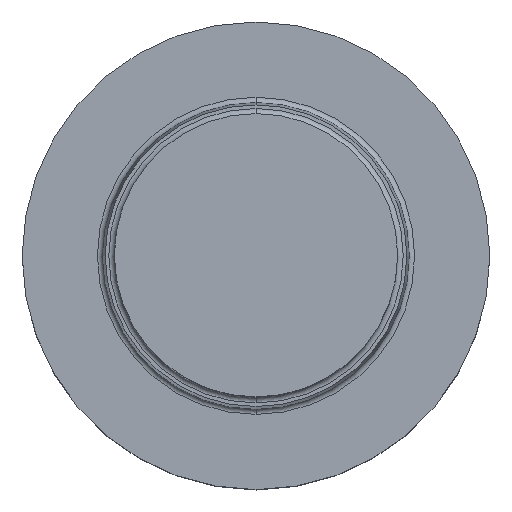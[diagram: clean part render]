
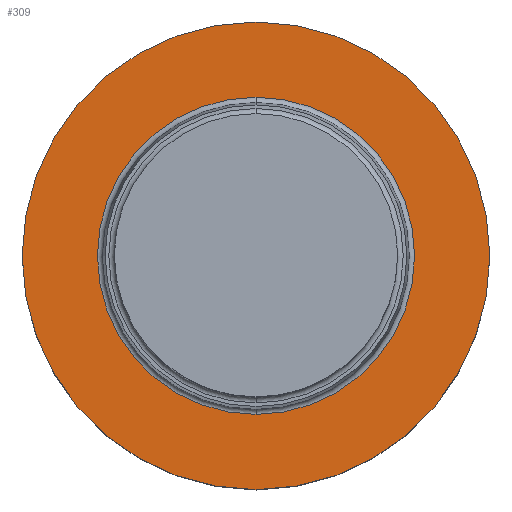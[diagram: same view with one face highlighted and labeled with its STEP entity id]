
A CAD part, top view. The second image highlights one B-rep face of the part: STEP entity #309.
In plain terms, the highlighted face is planar.
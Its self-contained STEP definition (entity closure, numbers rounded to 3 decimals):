
#50=CARTESIAN_POINT('',(0.,0.,0.));
#51=DIRECTION('',(0.,0.,1.));
#52=DIRECTION('',(0.,1.,0.));
#53=AXIS2_PLACEMENT_3D('',#50,#51,#52);
#58=CARTESIAN_POINT('',(0.,0.,0.));
#59=DIRECTION('',(0.,0.,-1.));
#60=DIRECTION('',(0.,1.,0.));
#61=AXIS2_PLACEMENT_3D('',#58,#59,#60);
#66=CARTESIAN_POINT('',(0.,0.,0.));
#67=DIRECTION('',(0.,0.,-1.));
#68=DIRECTION('',(0.,1.,0.));
#69=AXIS2_PLACEMENT_3D('',#66,#67,#68);
#74=CARTESIAN_POINT('',(0.,0.,0.));
#75=DIRECTION('',(0.,0.,1.));
#76=DIRECTION('',(0.,1.,0.));
#77=AXIS2_PLACEMENT_3D('',#74,#75,#76);
#232=CARTESIAN_POINT('',(0.,6.783,0.));
#233=VERTEX_POINT('',#232);
#234=CARTESIAN_POINT('',(0.,10.,0.));
#236=VERTEX_POINT('',#234);
#248=CARTESIAN_POINT('',(0.,-6.783,0.));
#249=VERTEX_POINT('',#248);
#250=CARTESIAN_POINT('',(0.,-10.,0.));
#252=VERTEX_POINT('',#250);
#294=CARTESIAN_POINT('',(0.,0.,0.));
#295=DIRECTION('',(0.,0.,-1.));
#296=DIRECTION('',(0.,-1.,0.));
#297=AXIS2_PLACEMENT_3D('',#294,#295,#296);
#298=PLANE('',#297);
#299=ORIENTED_EDGE('',*,*,#276,.T.);
#300=ORIENTED_EDGE('',*,*,#287,.F.);
#301=EDGE_LOOP('',(#299,#300));
#302=FACE_OUTER_BOUND('',#301,.F.);
#304=ORIENTED_EDGE('',*,*,#303,.T.);
#306=ORIENTED_EDGE('',*,*,#305,.F.);
#307=EDGE_LOOP('',(#304,#306));
#308=FACE_BOUND('',#307,.F.);
#309=ADVANCED_FACE('',(#302,#308),#298,.T.);
#54=CIRCLE('',#53,10.);
#62=CIRCLE('',#61,10.);
#70=CIRCLE('',#69,6.783);
#78=CIRCLE('',#77,6.783);
#276=EDGE_CURVE('',#236,#252,#54,.T.);
#287=EDGE_CURVE('',#236,#252,#62,.T.);
#303=EDGE_CURVE('',#233,#249,#70,.T.);
#305=EDGE_CURVE('',#233,#249,#78,.T.);
